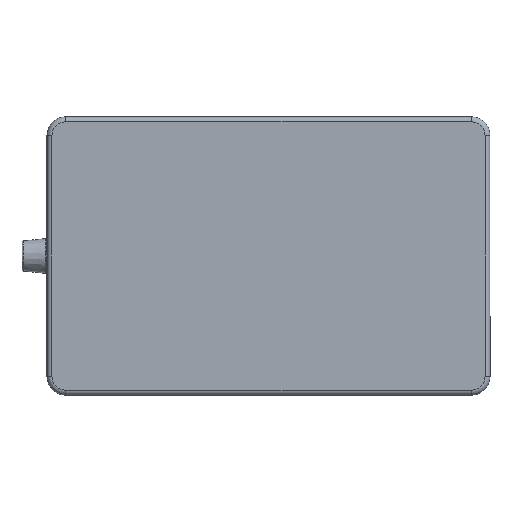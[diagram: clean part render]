
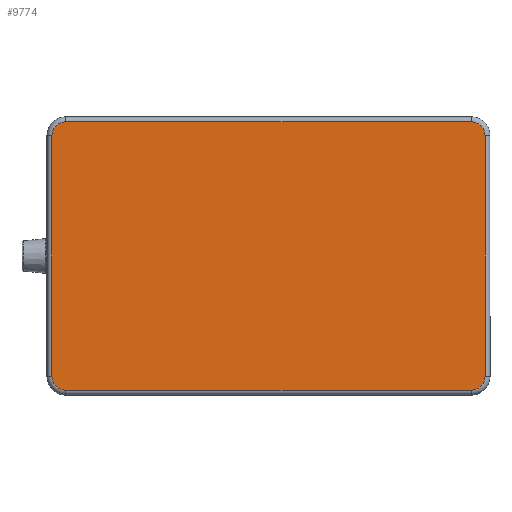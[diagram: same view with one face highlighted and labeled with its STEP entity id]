
A CAD part, front view. The second image highlights one B-rep face of the part: STEP entity #9774.
In plain terms, the highlighted planar face has unit normal (0, -1, 0).
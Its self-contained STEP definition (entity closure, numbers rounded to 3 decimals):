
#9539=CARTESIAN_POINT('',(-17.35,0.0,9.65));
#9540=VERTEX_POINT('',#9539);
#9548=CARTESIAN_POINT('',(-16.25,0.0,10.75));
#9549=VERTEX_POINT('',#9548);
#9550=CARTESIAN_POINT('',(-16.25,0.0,9.65));
#9551=DIRECTION('',(0.0,1.0,0.0));
#9552=DIRECTION('',(-0.707,0.0,0.707));
#9553=AXIS2_PLACEMENT_3D('',#9550,#9551,#9552);
#9554=CIRCLE('',#9553,1.1);
#9555=EDGE_CURVE('',#9540,#9549,#9554,.T.);
#9573=CARTESIAN_POINT('',(16.25,0.0,10.75));
#9574=VERTEX_POINT('',#9573);
#9584=CARTESIAN_POINT('',(-16.25,0.0,10.75));
#9585=DIRECTION('',(1.0,0.0,0.0));
#9586=VECTOR('',#9585,32.5);
#9587=LINE('',#9584,#9586);
#9588=EDGE_CURVE('',#9549,#9574,#9587,.T.);
#9598=CARTESIAN_POINT('',(17.35,0.0,9.65));
#9599=VERTEX_POINT('',#9598);
#9617=CARTESIAN_POINT('',(16.25,0.0,9.65));
#9618=DIRECTION('',(0.0,1.0,0.0));
#9619=DIRECTION('',(0.707,0.0,0.707));
#9620=AXIS2_PLACEMENT_3D('',#9617,#9618,#9619);
#9621=CIRCLE('',#9620,1.1);
#9622=EDGE_CURVE('',#9574,#9599,#9621,.T.);
#9632=CARTESIAN_POINT('',(17.35,0.0,-9.65));
#9633=VERTEX_POINT('',#9632);
#9650=CARTESIAN_POINT('',(17.35,0.0,9.65));
#9651=DIRECTION('',(0.0,0.0,-1.0));
#9652=VECTOR('',#9651,19.3);
#9653=LINE('',#9650,#9652);
#9654=EDGE_CURVE('',#9599,#9633,#9653,.T.);
#9664=CARTESIAN_POINT('',(16.25,0.0,-10.75));
#9665=VERTEX_POINT('',#9664);
#9681=CARTESIAN_POINT('',(16.25,0.0,-9.65));
#9682=DIRECTION('',(0.0,1.0,0.0));
#9683=DIRECTION('',(0.707,0.0,-0.707));
#9684=AXIS2_PLACEMENT_3D('',#9681,#9682,#9683);
#9685=CIRCLE('',#9684,1.1);
#9686=EDGE_CURVE('',#9633,#9665,#9685,.T.);
#9696=CARTESIAN_POINT('',(-16.25,0.0,-10.75));
#9697=VERTEX_POINT('',#9696);
#9707=CARTESIAN_POINT('',(16.25,0.0,-10.75));
#9708=DIRECTION('',(-1.0,0.0,0.0));
#9709=VECTOR('',#9708,32.5);
#9710=LINE('',#9707,#9709);
#9711=EDGE_CURVE('',#9665,#9697,#9710,.T.);
#9721=CARTESIAN_POINT('',(-17.35,0.0,-9.65));
#9722=VERTEX_POINT('',#9721);
#9732=CARTESIAN_POINT('',(-16.25,0.0,-9.65));
#9733=DIRECTION('',(0.0,1.0,0.0));
#9734=DIRECTION('',(-0.707,0.0,-0.707));
#9735=AXIS2_PLACEMENT_3D('',#9732,#9733,#9734);
#9736=CIRCLE('',#9735,1.1);
#9737=EDGE_CURVE('',#9697,#9722,#9736,.T.);
#9748=CARTESIAN_POINT('',(-17.35,0.0,-9.65));
#9749=DIRECTION('',(0.0,0.0,1.0));
#9750=VECTOR('',#9749,19.3);
#9751=LINE('',#9748,#9750);
#9752=EDGE_CURVE('',#9722,#9540,#9751,.T.);
#9759=CARTESIAN_POINT('',(0.,0.0,0.));
#9760=DIRECTION('',(0.0,1.0,0.0));
#9761=DIRECTION('',(0.0,0.0,1.0));
#9762=AXIS2_PLACEMENT_3D('',#9759,#9760,#9761);
#9763=PLANE('',#9762);
#9764=ORIENTED_EDGE('',*,*,#9555,.F.);
#9765=ORIENTED_EDGE('',*,*,#9752,.F.);
#9766=ORIENTED_EDGE('',*,*,#9737,.F.);
#9767=ORIENTED_EDGE('',*,*,#9711,.F.);
#9768=ORIENTED_EDGE('',*,*,#9686,.F.);
#9769=ORIENTED_EDGE('',*,*,#9654,.F.);
#9770=ORIENTED_EDGE('',*,*,#9622,.F.);
#9771=ORIENTED_EDGE('',*,*,#9588,.F.);
#9772=EDGE_LOOP('',(#9764,#9765,#9766,#9767,#9768,#9769,#9770,#9771));
#9773=FACE_OUTER_BOUND('',#9772,.T.);
#9774=ADVANCED_FACE('',(#9773),#9763,.F.);
